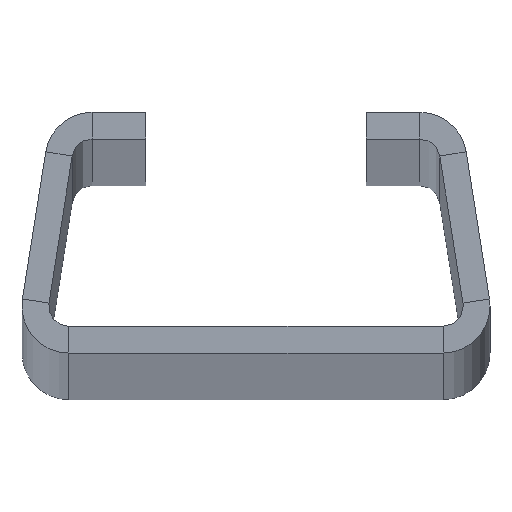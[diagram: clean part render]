
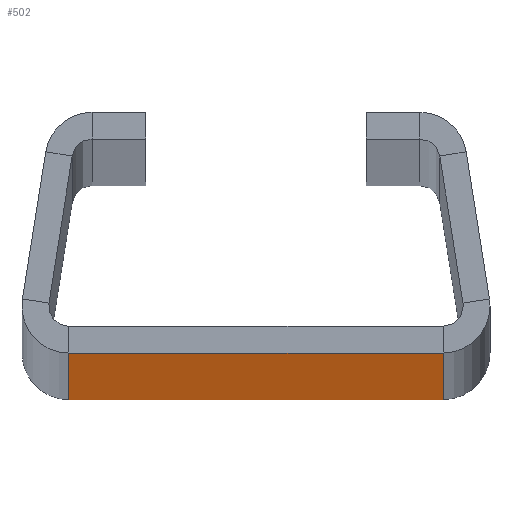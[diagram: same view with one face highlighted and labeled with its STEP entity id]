
A CAD part, top view. The second image highlights one B-rep face of the part: STEP entity #502.
In plain terms, the highlighted planar face has unit normal (0, -1, 0).
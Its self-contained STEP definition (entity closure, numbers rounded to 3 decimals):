
#154 = ORIENTED_EDGE ( 'NONE', *, *, #7948, .T. ) ;
#375 = CARTESIAN_POINT ( 'NONE',  ( -18.1, 0., -2000. ) ) ;
#468 = DIRECTION ( 'NONE',  ( 0., -1., 0. ) ) ;
#495 = DIRECTION ( 'NONE',  ( 1., 0., 0. ) ) ;
#502 = ADVANCED_FACE ( 'NONE', ( #8814 ), #1023, .T. ) ;
#764 = ORIENTED_EDGE ( 'NONE', *, *, #5781, .F. ) ;
#1023 = PLANE ( 'NONE',  #6021 ) ;
#1438 = VECTOR ( 'NONE', #8126, 1000. ) ;
#1567 = CARTESIAN_POINT ( 'NONE',  ( -14.002, 0., 0. ) ) ;
#1756 = VECTOR ( 'NONE', #8800, 1000. ) ;
#1983 = DIRECTION ( 'NONE',  ( 1., 0., 0. ) ) ;
#2161 = ORIENTED_EDGE ( 'NONE', *, *, #4002, .T. ) ;
#2492 = VERTEX_POINT ( 'NONE', #5620 ) ;
#2709 = DIRECTION ( 'NONE',  ( 1., 0., 0. ) ) ;
#3109 = LINE ( 'NONE', #3932, #1756 ) ;
#3429 = LINE ( 'NONE', #8740, #1438 ) ;
#3551 = EDGE_LOOP ( 'NONE', ( #8114, #764, #2161, #154 ) ) ;
#3932 = CARTESIAN_POINT ( 'NONE',  ( 14.002, 0., -2000. ) ) ;
#4002 = EDGE_CURVE ( 'NONE', #2492, #8104, #5061, .T. ) ;
#4563 = VERTEX_POINT ( 'NONE', #8688 ) ;
#4809 = CARTESIAN_POINT ( 'NONE',  ( 14.002, 0., -2000. ) ) ;
#5061 = LINE ( 'NONE', #7567, #6745 ) ;
#5620 = CARTESIAN_POINT ( 'NONE',  ( -14.002, 0., -2000. ) ) ;
#5781 = EDGE_CURVE ( 'NONE', #2492, #6692, #3429, .T. ) ;
#6021 = AXIS2_PLACEMENT_3D ( 'NONE', #375, #468, #495 ) ;
#6377 = VECTOR ( 'NONE', #2709, 1000. ) ;
#6454 = EDGE_CURVE ( 'NONE', #6692, #4563, #8241, .T. ) ;
#6692 = VERTEX_POINT ( 'NONE', #1567 ) ;
#6745 = VECTOR ( 'NONE', #1983, 1000. ) ;
#7567 = CARTESIAN_POINT ( 'NONE',  ( -18.1, 0., -2000. ) ) ;
#7570 = CARTESIAN_POINT ( 'NONE',  ( -18.1, 0., 0. ) ) ;
#7948 = EDGE_CURVE ( 'NONE', #8104, #4563, #3109, .T. ) ;
#8104 = VERTEX_POINT ( 'NONE', #4809 ) ;
#8114 = ORIENTED_EDGE ( 'NONE', *, *, #6454, .F. ) ;
#8126 = DIRECTION ( 'NONE',  ( 0., 0., 1. ) ) ;
#8241 = LINE ( 'NONE', #7570, #6377 ) ;
#8688 = CARTESIAN_POINT ( 'NONE',  ( 14.002, 0., 0. ) ) ;
#8740 = CARTESIAN_POINT ( 'NONE',  ( -14.002, 0., -2000. ) ) ;
#8800 = DIRECTION ( 'NONE',  ( 0., 0., 1. ) ) ;
#8814 = FACE_OUTER_BOUND ( 'NONE', #3551, .T. ) ;
